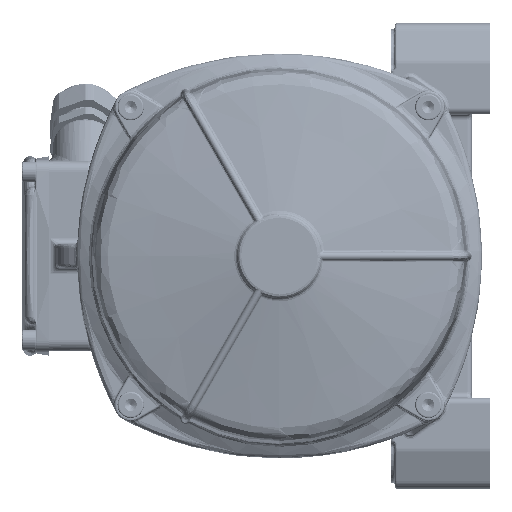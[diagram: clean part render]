
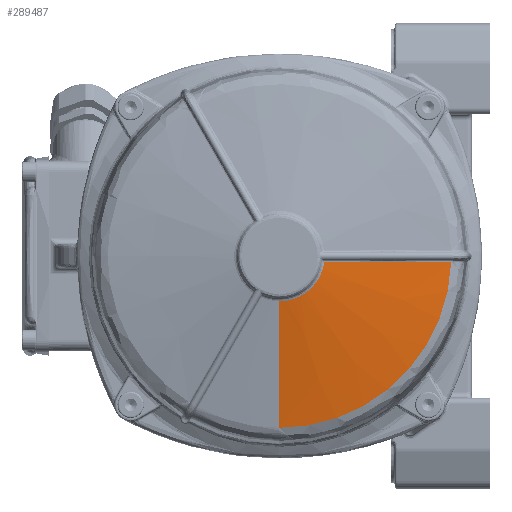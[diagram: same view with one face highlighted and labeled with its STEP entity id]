
A CAD part, left-side view. The second image highlights one B-rep face of the part: STEP entity #289487.
In plain terms, the highlighted conical face has half-angle 80 degrees and reference radius 84.89 mm.
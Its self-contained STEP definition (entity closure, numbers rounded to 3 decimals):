
#647 = ORIENTED_EDGE ( 'NONE', *, *, #215857, .T. ) ;
#800 = CARTESIAN_POINT ( 'NONE',  ( -227.034, -38.093, -2.822 ) ) ;
#2838 = CARTESIAN_POINT ( 'NONE',  ( -228.192, -31.506, -2.821 ) ) ;
#2960 = CARTESIAN_POINT ( 'NONE',  ( -223.804, -56.449, -2.824 ) ) ;
#3854 = CARTESIAN_POINT ( 'NONE',  ( -225.356, -47.631, -2.824 ) ) ;
#17194 = EDGE_LOOP ( 'NONE', ( #252011, #116892, #205408, #647 ) ) ;
#23485 = CARTESIAN_POINT ( 'NONE',  ( -228.441, -30.087, -2.82 ) ) ;
#24487 = CARTESIAN_POINT ( 'NONE',  ( -224.276, -53.768, -2.824 ) ) ;
#26486 = CARTESIAN_POINT ( 'NONE',  ( -226.265, -42.466, -2.823 ) ) ;
#42514 = CARTESIAN_POINT ( 'NONE',  ( -221.194, -71.262, -2.825 ) ) ;
#44763 = VERTEX_POINT ( 'NONE', #226874 ) ;
#45539 = CARTESIAN_POINT ( 'NONE',  ( -219.308, -81.968, -2.825 ) ) ;
#47117 = CARTESIAN_POINT ( 'NONE',  ( -226.992, -38.332, -2.822 ) ) ;
#48122 = CARTESIAN_POINT ( 'NONE',  ( -228.272, -31.051, -2.821 ) ) ;
#49122 = CARTESIAN_POINT ( 'NONE',  ( -227.919, -33.063, -2.821 ) ) ;
#50161 = CARTESIAN_POINT ( 'NONE',  ( -226.045, -43.715, -2.823 ) ) ;
#59129 = EDGE_CURVE ( 'NONE', #159968, #221691, #147004, .T. ) ;
#64931 = DIRECTION ( 'NONE',  ( 0., 0., -1. ) ) ;
#67497 = AXIS2_PLACEMENT_3D ( 'NONE', #121055, #213360, #98446 ) ;
#70806 = CARTESIAN_POINT ( 'NONE',  ( -229.436, -24.418, -2.818 ) ) ;
#72848 = CARTESIAN_POINT ( 'NONE',  ( -227.066, -37.914, -2.822 ) ) ;
#73862 = CARTESIAN_POINT ( 'NONE',  ( -227.075, -37.861, -2.822 ) ) ;
#75597 = CARTESIAN_POINT ( 'NONE',  ( -221.56, -69.186, -2.825 ) ) ;
#76575 = B_SPLINE_CURVE_WITH_KNOTS ( 'NONE', 3,
 ( #253053, #45539, #87878, #137164, #252021, #159699, #42514, #206849, #255031, #273222, #208524, #261725, #148893, #246280, #210140, #75597, #252971, #183191, #78050, #103710, #2960, #179234, #141739, #96455, #24487, #144770, #283234, #190875, #189864, #164270, #187867, #119077, #3854, #50161, #26486, #304791, #238031, #258573, #47117, #800, #167331, #72848, #214423, #165284, #188844, #73862, #97485, #213412, #49122, #168366, #2838, #48122, #260602, #233991, #237020, #23485, #118087, #285264, #281196, #120086, #284244, #70806, #261628 ),
 .UNSPECIFIED., .F., .F.,
 ( 4, 2, 2, 1, 1, 1, 1, 1, 1, 1, 2, 2, 2, 2, 1, 1, 1, 1, 1, 1, 1, 2, 2, 2, 2, 1, 1, 1, 1, 1, 1, 1, 2, 2, 2, 2, 1, 1, 1, 1, 1, 1, 2, 2, 4 ),
 ( 0., 0.125, 0.188, 0.219, 0.234, 0.242, 0.246, 0.248, 0.249, 0.25, 0.25, 0.25, 0.375, 0.438, 0.469, 0.484, 0.492, 0.496, 0.498, 0.499, 0.5, 0.5, 0.5, 0.625, 0.688, 0.719, 0.734, 0.742, 0.746, 0.748, 0.749, 0.75, 0.75, 0.75, 0.813, 0.844, 0.859, 0.867, 0.871, 0.873, 0.874, 0.875, 0.875, 0.875, 1. ),
 .UNSPECIFIED. ) ;
#78050 = CARTESIAN_POINT ( 'NONE',  ( -223.258, -59.546, -2.824 ) ) ;
#80945 = CIRCLE ( 'NONE', #67497, 22.369 ) ;
#84547 = VECTOR ( 'NONE', #104500, 1000. ) ;
#87878 = CARTESIAN_POINT ( 'NONE',  ( -219.791, -79.225, -2.825 ) ) ;
#96455 = CARTESIAN_POINT ( 'NONE',  ( -224.232, -54.019, -2.824 ) ) ;
#97485 = CARTESIAN_POINT ( 'NONE',  ( -227.332, -36.401, -2.822 ) ) ;
#98446 = DIRECTION ( 'NONE',  ( 0., 0., -1. ) ) ;
#103710 = CARTESIAN_POINT ( 'NONE',  ( -223.481, -58.282, -2.824 ) ) ;
#104500 = DIRECTION ( 'NONE',  ( 0.174, 0., -0.985 ) ) ;
#106136 = CARTESIAN_POINT ( 'NONE',  ( -229.825, -22.191, -2.817 ) ) ;
#116892 = ORIENTED_EDGE ( 'NONE', *, *, #59129, .T. ) ;
#118087 = CARTESIAN_POINT ( 'NONE',  ( -228.447, -30.055, -2.82 ) ) ;
#119077 = CARTESIAN_POINT ( 'NONE',  ( -224.858, -50.464, -2.824 ) ) ;
#120086 = CARTESIAN_POINT ( 'NONE',  ( -228.451, -30.029, -2.82 ) ) ;
#121055 = CARTESIAN_POINT ( 'NONE',  ( -229.825, 0., 0. ) ) ;
#129983 = FACE_OUTER_BOUND ( 'NONE', #17194, .T. ) ;
#132080 = CARTESIAN_POINT ( 'NONE',  ( -218.801, 0., -84.89 ) ) ;
#137164 = CARTESIAN_POINT ( 'NONE',  ( -220.481, -75.309, -2.825 ) ) ;
#141739 = CARTESIAN_POINT ( 'NONE',  ( -224.143, -54.524, -2.824 ) ) ;
#144770 = CARTESIAN_POINT ( 'NONE',  ( -224.298, -53.643, -2.824 ) ) ;
#147004 = LINE ( 'NONE', #285190, #84547 ) ;
#148893 = CARTESIAN_POINT ( 'NONE',  ( -221.555, -69.213, -2.825 ) ) ;
#150140 = VERTEX_POINT ( 'NONE', #106136 ) ;
#155457 = CIRCLE ( 'NONE', #267248, 84.89 ) ;
#156544 = EDGE_CURVE ( 'NONE', #44763, #221691, #155457, .T. ) ;
#159699 = CARTESIAN_POINT ( 'NONE',  ( -221.033, -72.179, -2.825 ) ) ;
#159968 = VERTEX_POINT ( 'NONE', #229088 ) ;
#160977 = DIRECTION ( 'NONE',  ( 0., 0., -1. ) ) ;
#164270 = CARTESIAN_POINT ( 'NONE',  ( -224.318, -53.527, -2.824 ) ) ;
#165284 = CARTESIAN_POINT ( 'NONE',  ( -227.073, -37.872, -2.822 ) ) ;
#167331 = CARTESIAN_POINT ( 'NONE',  ( -227.055, -37.974, -2.822 ) ) ;
#168366 = CARTESIAN_POINT ( 'NONE',  ( -228.03, -32.429, -2.821 ) ) ;
#175817 = DIRECTION ( 'NONE',  ( 1., 0., 0. ) ) ;
#179234 = CARTESIAN_POINT ( 'NONE',  ( -223.962, -55.548, -2.824 ) ) ;
#183191 = CARTESIAN_POINT ( 'NONE',  ( -222.569, -63.461, -2.825 ) ) ;
#185563 = CARTESIAN_POINT ( 'NONE',  ( -218.801, 0., 0. ) ) ;
#187867 = CARTESIAN_POINT ( 'NONE',  ( -224.319, -53.524, -2.824 ) ) ;
#188844 = CARTESIAN_POINT ( 'NONE',  ( -227.075, -37.864, -2.822 ) ) ;
#189864 = CARTESIAN_POINT ( 'NONE',  ( -224.317, -53.536, -2.824 ) ) ;
#190875 = CARTESIAN_POINT ( 'NONE',  ( -224.314, -53.549, -2.824 ) ) ;
#205408 = ORIENTED_EDGE ( 'NONE', *, *, #156544, .F. ) ;
#206849 = CARTESIAN_POINT ( 'NONE',  ( -221.379, -70.214, -2.825 ) ) ;
#207269 = AXIS2_PLACEMENT_3D ( 'NONE', #185563, #301511, #160977 ) ;
#208524 = CARTESIAN_POINT ( 'NONE',  ( -221.539, -69.309, -2.825 ) ) ;
#210140 = CARTESIAN_POINT ( 'NONE',  ( -221.56, -69.19, -2.825 ) ) ;
#213360 = DIRECTION ( 'NONE',  ( 1., 0., 0. ) ) ;
#213412 = CARTESIAN_POINT ( 'NONE',  ( -227.575, -35.021, -2.822 ) ) ;
#214423 = CARTESIAN_POINT ( 'NONE',  ( -227.071, -37.885, -2.822 ) ) ;
#215857 = EDGE_CURVE ( 'NONE', #44763, #150140, #76575, .T. ) ;
#217646 = CONICAL_SURFACE ( 'NONE', #207269, 84.89, 1.396 ) ;
#221691 = VERTEX_POINT ( 'NONE', #132080 ) ;
#226874 = CARTESIAN_POINT ( 'NONE',  ( -218.801, -84.843, -2.826 ) ) ;
#229088 = CARTESIAN_POINT ( 'NONE',  ( -229.825, 0., -22.369 ) ) ;
#233991 = CARTESIAN_POINT ( 'NONE',  ( -228.408, -30.277, -2.82 ) ) ;
#236743 = EDGE_CURVE ( 'NONE', #150140, #159968, #80945, .T. ) ;
#237020 = CARTESIAN_POINT ( 'NONE',  ( -228.43, -30.15, -2.82 ) ) ;
#238031 = CARTESIAN_POINT ( 'NONE',  ( -226.734, -39.799, -2.822 ) ) ;
#246280 = CARTESIAN_POINT ( 'NONE',  ( -221.558, -69.199, -2.825 ) ) ;
#252011 = ORIENTED_EDGE ( 'NONE', *, *, #236743, .T. ) ;
#252021 = CARTESIAN_POINT ( 'NONE',  ( -220.705, -74.037, -2.825 ) ) ;
#252971 = CARTESIAN_POINT ( 'NONE',  ( -222.08, -66.238, -2.825 ) ) ;
#253053 = CARTESIAN_POINT ( 'NONE',  ( -218.801, -84.843, -2.826 ) ) ;
#255031 = CARTESIAN_POINT ( 'NONE',  ( -221.47, -69.695, -2.825 ) ) ;
#258573 = CARTESIAN_POINT ( 'NONE',  ( -226.907, -38.815, -2.822 ) ) ;
#260602 = CARTESIAN_POINT ( 'NONE',  ( -228.363, -30.533, -2.82 ) ) ;
#261628 = CARTESIAN_POINT ( 'NONE',  ( -229.825, -22.191, -2.817 ) ) ;
#261725 = CARTESIAN_POINT ( 'NONE',  ( -221.55, -69.245, -2.825 ) ) ;
#267248 = AXIS2_PLACEMENT_3D ( 'NONE', #298912, #175817, #64931 ) ;
#273222 = CARTESIAN_POINT ( 'NONE',  ( -221.516, -69.438, -2.825 ) ) ;
#281196 = CARTESIAN_POINT ( 'NONE',  ( -228.451, -30.032, -2.82 ) ) ;
#283234 = CARTESIAN_POINT ( 'NONE',  ( -224.309, -53.58, -2.824 ) ) ;
#284244 = CARTESIAN_POINT ( 'NONE',  ( -228.978, -27.028, -2.819 ) ) ;
#285190 = CARTESIAN_POINT ( 'NONE',  ( -218.801, 0., -84.89 ) ) ;
#285264 = CARTESIAN_POINT ( 'NONE',  ( -228.449, -30.041, -2.82 ) ) ;
#289487 = ADVANCED_FACE ( 'NONE', ( #129983 ), #217646, .T. ) ;
#298912 = CARTESIAN_POINT ( 'NONE',  ( -218.801, 0., 0. ) ) ;
#301511 = DIRECTION ( 'NONE',  ( 1., 0., 0. ) ) ;
#304791 = CARTESIAN_POINT ( 'NONE',  ( -226.58, -40.674, -2.823 ) ) ;
